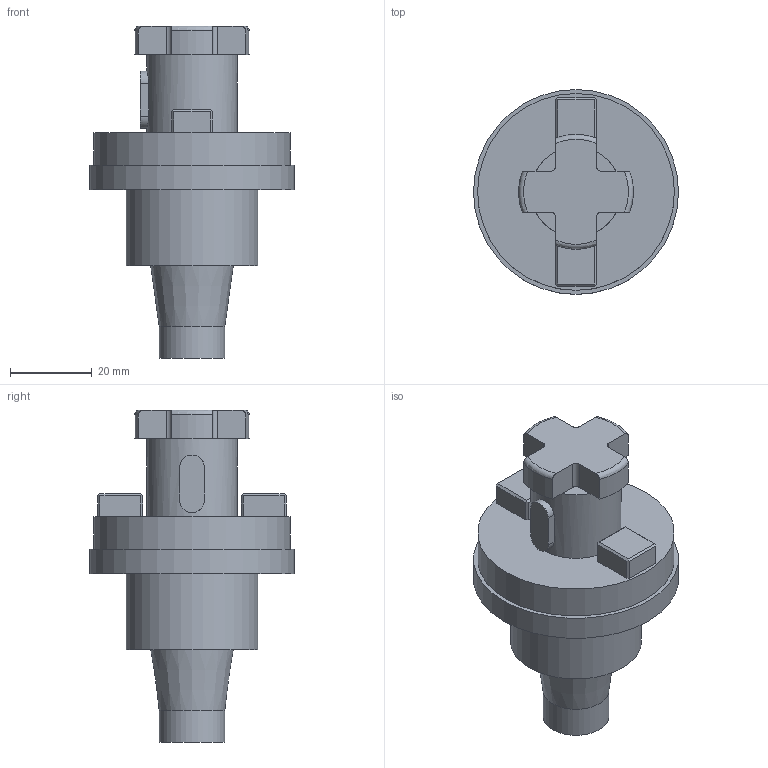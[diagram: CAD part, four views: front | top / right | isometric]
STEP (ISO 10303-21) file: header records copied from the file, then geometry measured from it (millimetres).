
FILE_DESCRIPTION(/* description */ (''),/* implementation_level */ '2;1');
FILE_NAME(/* name */ '836287_stp.stp',/* time_stamp */ '2017-05-24T10:29:22+02:00',/* author */ (''),/* organization */ (''),/* preprocessor_version */ 'ST-DEVELOPER v15',/* originating_system */ 'SIEMENS PLM Software NX 9.0',/* authorisation */ '');
FILE_SCHEMA (('AUTOMOTIVE_DESIGN { 1 0 10303 214 3 1 1 1 }'));
Length unit declared in the file: millimetre
Products named in the file (1): reic1E8CB3C2fycl
Bounding box: 50 x 50 x 81 mm (x, y, z)
Volume: 58195.9 mm3; surface area: 11812.7 mm2
Topology: 1 solids, 1 shells, 71 faces, 177 edges, 115 vertices
Faces by surface type: plane 51, cylinder 15, torus 4, cone 1
Full cylindrical faces by diameter (mm): 16 x1, 22 x1, 32 x1, 48 x1, 50 x1
Entity records: 2252 total; most frequent: CARTESIAN_POINT 536, DIRECTION 344, ORIENTED_EDGE 340, EDGE_CURVE 170, LINE 120, VECTOR 120, VERTEX_POINT 114, AXIS2_PLACEMENT_3D 112
